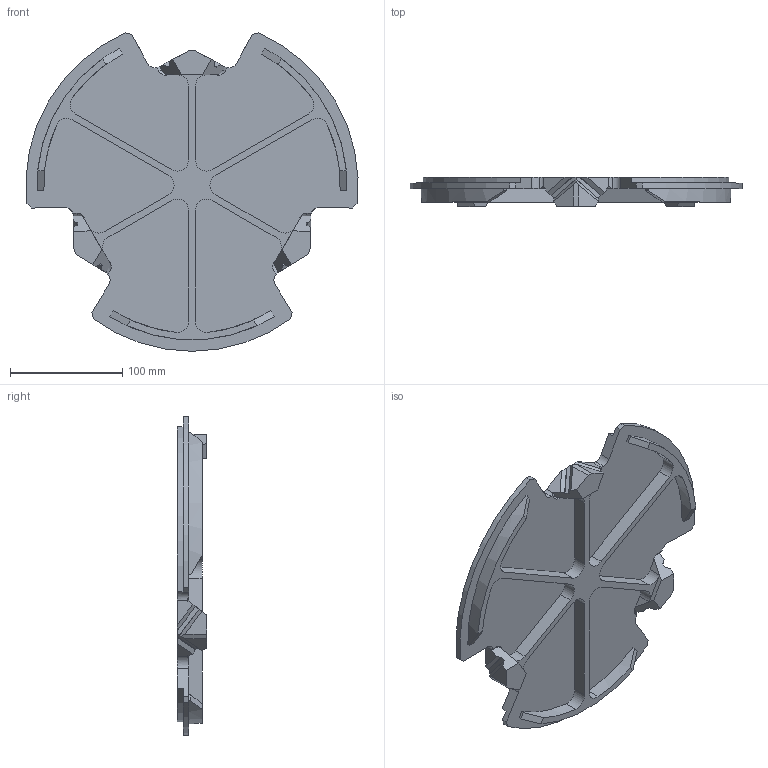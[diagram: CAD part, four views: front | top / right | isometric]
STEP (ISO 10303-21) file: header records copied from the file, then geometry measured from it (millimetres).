
FILE_DESCRIPTION (( 'STEP AP214' ), '1' );
FILE_NAME ('12600005_defeature.STEP', '2021-03-15T09:50:57', ( '' ), ( '' ), 'SwSTEP 2.0', 'SolidWorks 2020', '' );
FILE_SCHEMA (( 'AUTOMOTIVE_DESIGN' ));
Length unit declared in the file: millimetre
Products named in the file (1): 12600005_defeature
Bounding box: 295.68 x 26 x 283.66 mm (x, y, z)
Volume: 668660.9 mm3; surface area: 156219.7 mm2
Topology: 1 solids, 1 shells, 161 faces, 471 edges, 312 vertices
Faces by surface type: plane 107, cylinder 54
Entity records: 5350 total; most frequent: CARTESIAN_POINT 1044, ORIENTED_EDGE 942, DIRECTION 861, EDGE_CURVE 471, LINE 339, VECTOR 339, VERTEX_POINT 312, AXIS2_PLACEMENT_3D 261
